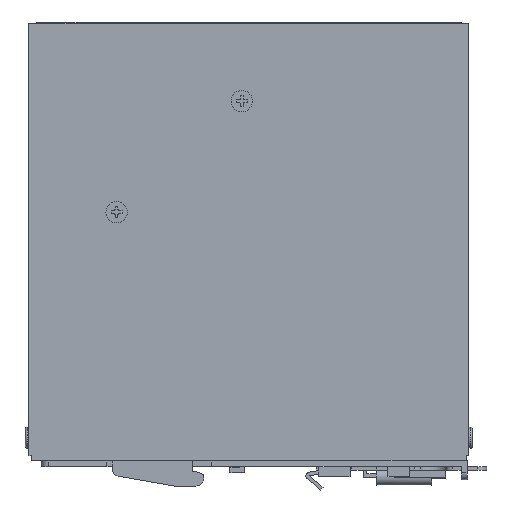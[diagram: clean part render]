
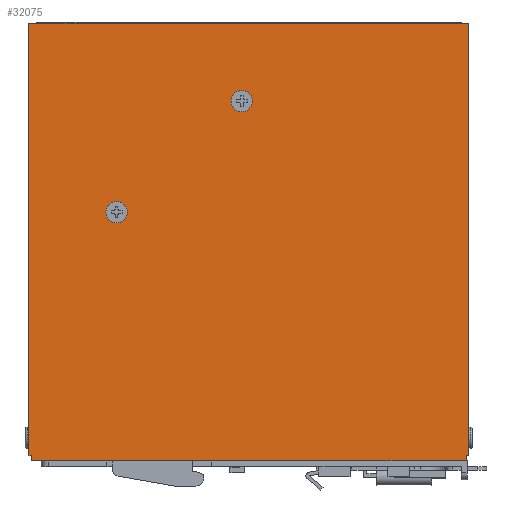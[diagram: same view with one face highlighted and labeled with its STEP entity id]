
A CAD part, left-side view. The second image highlights one B-rep face of the part: STEP entity #32075.
In plain terms, the highlighted planar face has unit normal (-1, 0, 0).
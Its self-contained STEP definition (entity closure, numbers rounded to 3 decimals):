
#187=CIRCLE('',#33938,3.);
#188=CIRCLE('',#33939,3.);
#1625=ORIENTED_EDGE('',*,*,#10910,.F.);
#1626=ORIENTED_EDGE('',*,*,#10911,.F.);
#1627=ORIENTED_EDGE('',*,*,#10912,.T.);
#1628=ORIENTED_EDGE('',*,*,#10240,.F.);
#1629=ORIENTED_EDGE('',*,*,#10913,.F.);
#1630=ORIENTED_EDGE('',*,*,#10684,.F.);
#1631=ORIENTED_EDGE('',*,*,#10914,.T.);
#1632=ORIENTED_EDGE('',*,*,#10915,.F.);
#1633=ORIENTED_EDGE('',*,*,#9922,.F.);
#1634=ORIENTED_EDGE('',*,*,#10916,.T.);
#9922=EDGE_CURVE('',#14571,#14572,#17638,.T.);
#10240=EDGE_CURVE('',#14877,#14875,#17948,.T.);
#10684=EDGE_CURVE('',#15320,#15322,#18388,.T.);
#10910=EDGE_CURVE('',#15544,#15544,#187,.F.);
#10911=EDGE_CURVE('',#15545,#15545,#188,.F.);
#10912=EDGE_CURVE('',#15546,#14875,#18612,.T.);
#10913=EDGE_CURVE('',#15322,#14877,#18613,.T.);
#10914=EDGE_CURVE('',#15320,#15547,#18614,.T.);
#10915=EDGE_CURVE('',#14572,#15547,#18615,.T.);
#10916=EDGE_CURVE('',#14571,#15546,#18616,.T.);
#14571=VERTEX_POINT('',#44870);
#14572=VERTEX_POINT('',#44872);
#14875=VERTEX_POINT('',#45506);
#14877=VERTEX_POINT('',#45510);
#15320=VERTEX_POINT('',#46398);
#15322=VERTEX_POINT('',#46401);
#15544=VERTEX_POINT('',#46851);
#15545=VERTEX_POINT('',#46853);
#15546=VERTEX_POINT('',#46855);
#15547=VERTEX_POINT('',#46858);
#17638=LINE('',#44871,#22047);
#17948=LINE('',#45511,#22357);
#18388=LINE('',#46400,#22797);
#18612=LINE('',#46854,#23021);
#18613=LINE('',#46856,#23022);
#18614=LINE('',#46857,#23023);
#18615=LINE('',#46859,#23024);
#18616=LINE('',#46860,#23025);
#22047=VECTOR('',#36207,1000.);
#22357=VECTOR('',#36565,1000.);
#22797=VECTOR('',#37015,1000.);
#23021=VECTOR('',#37251,1000.);
#23022=VECTOR('',#37252,1000.);
#23023=VECTOR('',#37253,1000.);
#23024=VECTOR('',#37254,1000.);
#23025=VECTOR('',#37255,1000.);
#26456=EDGE_LOOP('',(#1625));
#26457=EDGE_LOOP('',(#1626));
#26458=EDGE_LOOP('',(#1627,#1628,#1629,#1630,#1631,#1632,#1633,#1634));
#28513=FACE_BOUND('',#26456,.T.);
#28514=FACE_BOUND('',#26457,.T.);
#28515=FACE_BOUND('',#26458,.T.);
#30401=PLANE('',#33937);
#32075=ADVANCED_FACE('',(#28513,#28514,#28515),#30401,.F.);
#33937=AXIS2_PLACEMENT_3D('',#46849,#37245,#37246);
#33938=AXIS2_PLACEMENT_3D('',#46850,#37247,#37248);
#33939=AXIS2_PLACEMENT_3D('',#46852,#37249,#37250);
#36207=DIRECTION('',(0.,1.,0.));
#36565=DIRECTION('',(0.,0.,-1.));
#37015=DIRECTION('',(0.,0.,1.));
#37245=DIRECTION('',(1.,0.,0.));
#37246=DIRECTION('',(0.,0.,-1.));
#37247=DIRECTION('',(1.,0.,0.));
#37248=DIRECTION('',(0.,0.,-1.));
#37249=DIRECTION('',(1.,0.,0.));
#37250=DIRECTION('',(0.,0.,-1.));
#37251=DIRECTION('',(0.,-1.,0.));
#37252=DIRECTION('',(0.,-1.,0.));
#37253=DIRECTION('',(0.,-1.,0.));
#37254=DIRECTION('',(0.,0.,1.));
#37255=DIRECTION('',(0.,0.,1.));
#44870=CARTESIAN_POINT('',(-19.,0.8,0.));
#44871=CARTESIAN_POINT('',(-19.,0.,0.));
#44872=CARTESIAN_POINT('',(-19.,123.2,0.));
#45506=CARTESIAN_POINT('',(-19.,0.,1.5));
#45510=CARTESIAN_POINT('',(-19.,0.,123.4));
#45511=CARTESIAN_POINT('',(-19.,0.,123.7));
#46398=CARTESIAN_POINT('',(-19.,124.,1.5));
#46400=CARTESIAN_POINT('',(-19.,124.,0.));
#46401=CARTESIAN_POINT('',(-19.,124.,123.4));
#46849=CARTESIAN_POINT('',(-19.,0.,0.));
#46850=CARTESIAN_POINT('',(-19.,64.,101.4));
#46851=CARTESIAN_POINT('',(-19.,64.,98.4));
#46852=CARTESIAN_POINT('',(-19.,99.3,70.1));
#46853=CARTESIAN_POINT('',(-19.,99.3,67.1));
#46854=CARTESIAN_POINT('',(-19.,0.8,1.5));
#46855=CARTESIAN_POINT('',(-19.,0.8,1.5));
#46856=CARTESIAN_POINT('',(-19.,0.,123.4));
#46857=CARTESIAN_POINT('',(-19.,124.8,1.5));
#46858=CARTESIAN_POINT('',(-19.,123.2,1.5));
#46859=CARTESIAN_POINT('',(-19.,123.2,0.));
#46860=CARTESIAN_POINT('',(-19.,0.8,0.));
